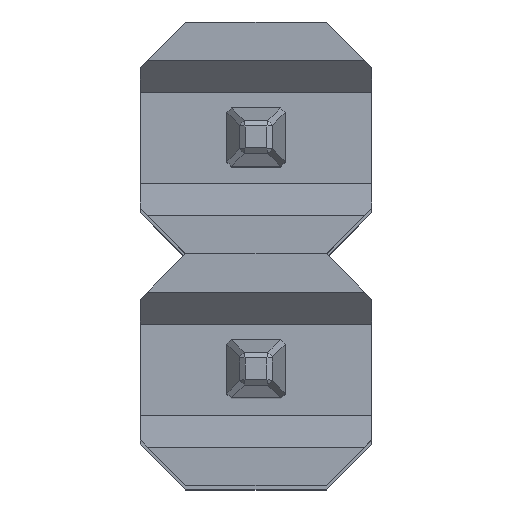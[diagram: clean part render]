
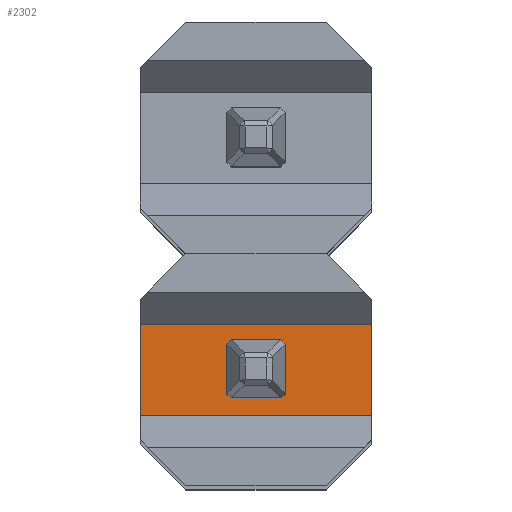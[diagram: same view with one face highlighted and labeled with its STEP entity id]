
A CAD part, top view. The second image highlights one B-rep face of the part: STEP entity #2302.
In plain terms, the highlighted face is planar.
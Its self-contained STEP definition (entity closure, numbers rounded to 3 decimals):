
#35=FACE_BOUND('',#291,.T.);
#162=FACE_OUTER_BOUND('',#290,.T.);
#290=EDGE_LOOP('',(#1705,#1706,#1707,#1708));
#291=EDGE_LOOP('',(#1709,#1710,#1711,#1712,#1713,#1714,#1715,#1716));
#477=LINE('',#3417,#789);
#481=LINE('',#3425,#793);
#482=LINE('',#3427,#794);
#483=LINE('',#3428,#795);
#484=LINE('',#3431,#796);
#485=LINE('',#3433,#797);
#486=LINE('',#3435,#798);
#487=LINE('',#3437,#799);
#488=LINE('',#3439,#800);
#489=LINE('',#3441,#801);
#490=LINE('',#3443,#802);
#491=LINE('',#3444,#803);
#789=VECTOR('',#2813,10.);
#793=VECTOR('',#2819,10.);
#794=VECTOR('',#2820,10.);
#795=VECTOR('',#2821,10.);
#796=VECTOR('',#2822,10.);
#797=VECTOR('',#2823,10.);
#798=VECTOR('',#2824,10.);
#799=VECTOR('',#2825,10.);
#800=VECTOR('',#2826,10.);
#801=VECTOR('',#2827,10.);
#802=VECTOR('',#2828,10.);
#803=VECTOR('',#2829,10.);
#1061=VERTEX_POINT('',#3414);
#1062=VERTEX_POINT('',#3416);
#1065=VERTEX_POINT('',#3424);
#1066=VERTEX_POINT('',#3426);
#1067=VERTEX_POINT('',#3429);
#1068=VERTEX_POINT('',#3430);
#1069=VERTEX_POINT('',#3432);
#1070=VERTEX_POINT('',#3434);
#1071=VERTEX_POINT('',#3436);
#1072=VERTEX_POINT('',#3438);
#1073=VERTEX_POINT('',#3440);
#1074=VERTEX_POINT('',#3442);
#1293=EDGE_CURVE('',#1062,#1061,#477,.T.);
#1297=EDGE_CURVE('',#1062,#1065,#481,.T.);
#1298=EDGE_CURVE('',#1066,#1061,#482,.T.);
#1299=EDGE_CURVE('',#1065,#1066,#483,.T.);
#1300=EDGE_CURVE('',#1067,#1068,#484,.T.);
#1301=EDGE_CURVE('',#1069,#1067,#485,.T.);
#1302=EDGE_CURVE('',#1070,#1069,#486,.T.);
#1303=EDGE_CURVE('',#1071,#1070,#487,.T.);
#1304=EDGE_CURVE('',#1072,#1071,#488,.T.);
#1305=EDGE_CURVE('',#1073,#1072,#489,.T.);
#1306=EDGE_CURVE('',#1074,#1073,#490,.T.);
#1307=EDGE_CURVE('',#1068,#1074,#491,.T.);
#1705=ORIENTED_EDGE('',*,*,#1297,.F.);
#1706=ORIENTED_EDGE('',*,*,#1293,.T.);
#1707=ORIENTED_EDGE('',*,*,#1298,.F.);
#1708=ORIENTED_EDGE('',*,*,#1299,.F.);
#1709=ORIENTED_EDGE('',*,*,#1300,.F.);
#1710=ORIENTED_EDGE('',*,*,#1301,.F.);
#1711=ORIENTED_EDGE('',*,*,#1302,.F.);
#1712=ORIENTED_EDGE('',*,*,#1303,.F.);
#1713=ORIENTED_EDGE('',*,*,#1304,.F.);
#1714=ORIENTED_EDGE('',*,*,#1305,.F.);
#1715=ORIENTED_EDGE('',*,*,#1306,.F.);
#1716=ORIENTED_EDGE('',*,*,#1307,.F.);
#2174=PLANE('',#2530);
#2302=ADVANCED_FACE('',(#162,#35),#2174,.F.);
#2530=AXIS2_PLACEMENT_3D('',#3423,#2817,#2818);
#2813=DIRECTION('',(1.,0.,0.));
#2817=DIRECTION('center_axis',(0.,0.,1.));
#2818=DIRECTION('ref_axis',(0.,-1.,0.));
#2819=DIRECTION('',(0.,-1.,0.));
#2820=DIRECTION('',(0.,1.,0.));
#2821=DIRECTION('',(1.,0.,0.));
#2822=DIRECTION('',(-0.707,-0.707,0.));
#2823=DIRECTION('',(0.,-1.,0.));
#2824=DIRECTION('',(0.707,-0.707,0.));
#2825=DIRECTION('',(1.,0.,0.));
#2826=DIRECTION('',(0.707,0.707,0.));
#2827=DIRECTION('',(0.,1.,0.));
#2828=DIRECTION('',(-0.707,0.707,0.));
#2829=DIRECTION('',(-1.,0.,0.));
#3414=CARTESIAN_POINT('',(1.27,0.5,0.75));
#3416=CARTESIAN_POINT('',(-1.27,0.5,0.75));
#3417=CARTESIAN_POINT('',(-1.27,0.5,0.75));
#3423=CARTESIAN_POINT('Origin',(-1.27,0.5,0.75));
#3424=CARTESIAN_POINT('',(-1.27,-0.5,0.75));
#3425=CARTESIAN_POINT('',(-1.27,0.635,0.75));
#3426=CARTESIAN_POINT('',(1.27,-0.5,0.75));
#3427=CARTESIAN_POINT('',(1.27,-0.135,0.75));
#3428=CARTESIAN_POINT('',(-1.27,-0.5,0.75));
#3429=CARTESIAN_POINT('',(0.32,-0.27,0.75));
#3430=CARTESIAN_POINT('',(0.27,-0.32,0.75));
#3431=CARTESIAN_POINT('',(0.115,-0.475,0.75));
#3432=CARTESIAN_POINT('',(0.32,0.27,0.75));
#3433=CARTESIAN_POINT('',(0.32,0.385,0.75));
#3434=CARTESIAN_POINT('',(0.27,0.32,0.75));
#3435=CARTESIAN_POINT('',(-0.16,0.75,0.75));
#3436=CARTESIAN_POINT('',(-0.27,0.32,0.75));
#3437=CARTESIAN_POINT('',(-0.77,0.32,0.75));
#3438=CARTESIAN_POINT('',(-0.32,0.27,0.75));
#3439=CARTESIAN_POINT('',(-0.5,0.09,0.75));
#3440=CARTESIAN_POINT('',(-0.32,-0.27,0.75));
#3441=CARTESIAN_POINT('',(-0.32,0.115,0.75));
#3442=CARTESIAN_POINT('',(-0.27,-0.32,0.75));
#3443=CARTESIAN_POINT('',(-0.725,0.135,0.75));
#3444=CARTESIAN_POINT('',(-0.5,-0.32,0.75));
